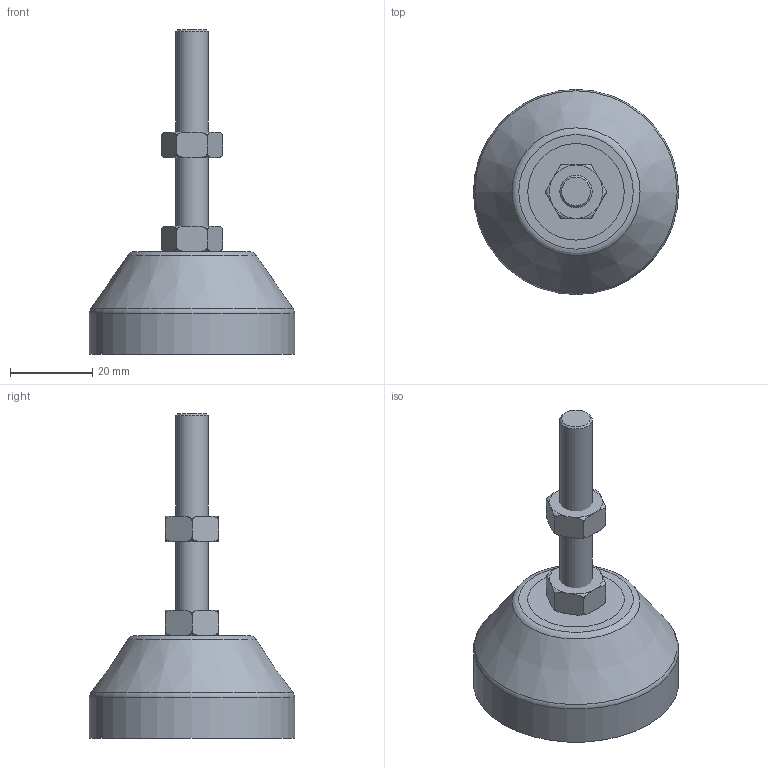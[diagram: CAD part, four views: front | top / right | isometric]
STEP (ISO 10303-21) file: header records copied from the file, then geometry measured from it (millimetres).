
FILE_DESCRIPTION(/* description */ (''),/* implementation_level */ '2;1');
FILE_NAME(/* name */ 'HW2698GC-Leveling Feet for 3030 - M8 x 50mm.step',/* time_stamp */ '2022-10-11T10:49:31+01:00',/* author */ (''),/* organization */ (''),/* preprocessor_version */ 'ST-DEVELOPER v19',/* originating_system */ 'Autodesk Translation Framework v11.7.0.108',/* authorisation */ '');
FILE_SCHEMA (('AUTOMOTIVE_DESIGN { 1 0 10303 214 3 1 1 }'));
Length unit declared in the file: millimetre
Products named in the file (5): HW2698GC; RatRig M8 Adjustable Foot; _Steel Insert; _ISO-4017 - M8x65 v1; _ISO-4032 - M8 v1
Assembly tree (5 placements, depth 2):
  HW2698GC
    RatRig M8 Adjustable Foot
    _Steel Insert
    _ISO-4017 - M8x65 v1
    _ISO-4032 - M8 v1  x2
Bounding box: 50 x 50 x 79 mm (x, y, z)
Volume: 32872.6 mm3; surface area: 15469.4 mm2
Topology: 5 solids, 5 shells, 150 faces, 364 edges, 228 vertices
Faces by surface type: plane 80, torus 38, cylinder 26, cone 6
Full cylindrical faces by diameter (mm): 6.779 x2, 7.866 x1, 8 x2, 23.5 x3, 42 x1, 50 x1
Entity records: 4385 total; most frequent: CARTESIAN_POINT 1180, DIRECTION 655, ORIENTED_EDGE 630, EDGE_CURVE 315, AXIS2_PLACEMENT_3D 251, VERTEX_POINT 200, LINE 153, VECTOR 153
